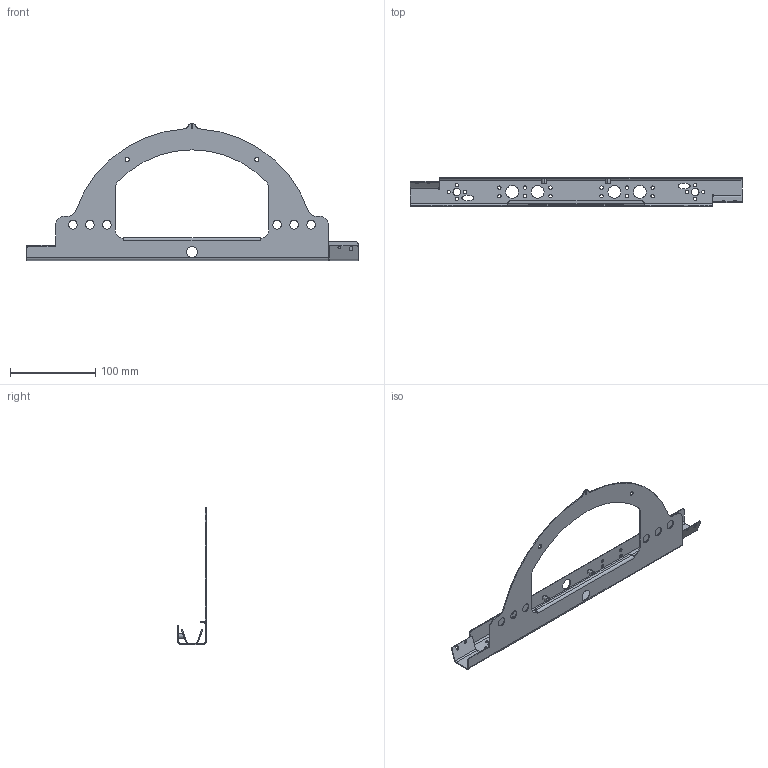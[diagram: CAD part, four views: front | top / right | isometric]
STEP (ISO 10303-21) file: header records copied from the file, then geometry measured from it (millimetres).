
FILE_DESCRIPTION (( 'STEP AP203' ), '1' );
FILE_NAME ('Balancier_Défaut_sldprt.STEP', '2017-09-14T07:31:33', ( '' ), ( '' ), 'SwSTEP 2.0', 'SolidWorks 2016', '' );
FILE_SCHEMA (( 'CONFIG_CONTROL_DESIGN' ));
Length unit declared in the file: millimetre
Products named in the file (1): Balancier_Défaut_sldprt
Bounding box: 390 x 33 x 161 mm (x, y, z)
Volume: 40255.2 mm3; surface area: 83186.2 mm2
Topology: 1 solids, 1 shells, 208 faces, 574 edges, 370 vertices
Faces by surface type: cylinder 148, plane 56, bspline 4
Entity records: 7037 total; most frequent: DIRECTION 1274, CARTESIAN_POINT 1205, ORIENTED_EDGE 1148, EDGE_CURVE 574, AXIS2_PLACEMENT_3D 503, VERTEX_POINT 370, EDGE_LOOP 318, CIRCLE 298
